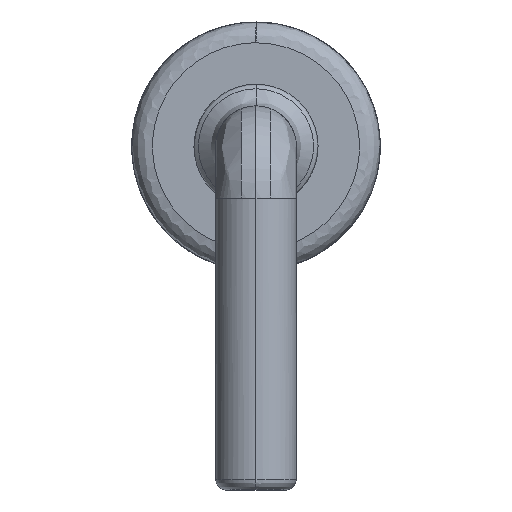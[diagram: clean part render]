
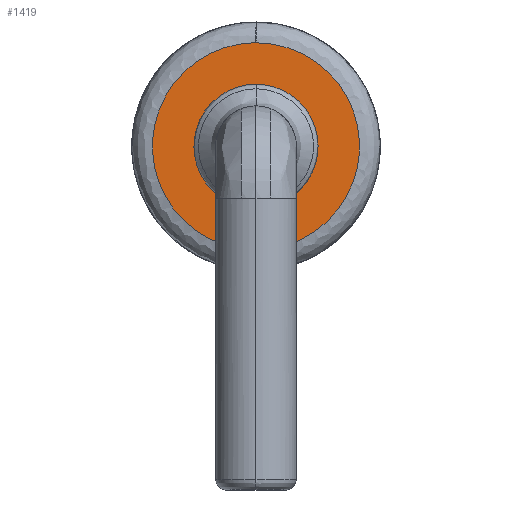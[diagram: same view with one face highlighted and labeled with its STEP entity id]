
A CAD part, left-side view. The second image highlights one B-rep face of the part: STEP entity #1419.
In plain terms, the highlighted planar face has unit normal (-1, 0, 0).
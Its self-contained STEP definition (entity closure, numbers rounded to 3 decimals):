
#11=FACE_BOUND('',#1572,.T.);
#40=PLANE('',#4347);
#1419=ADVANCED_FACE('',(#1495,#11),#40,.T.);
#1495=FACE_OUTER_BOUND('',#1571,.T.);
#1571=EDGE_LOOP('',(#1685,#1686));
#1572=EDGE_LOOP('',(#1687,#1688));
#1685=ORIENTED_EDGE('',*,*,#2480,.F.);
#1686=ORIENTED_EDGE('',*,*,#2479,.F.);
#1687=ORIENTED_EDGE('',*,*,#2481,.F.);
#1688=ORIENTED_EDGE('',*,*,#2482,.F.);
#2479=EDGE_CURVE('',#3483,#3484,#3267,.T.);
#2480=EDGE_CURVE('',#3484,#3483,#3268,.T.);
#2481=EDGE_CURVE('',#3485,#3486,#3269,.T.);
#2482=EDGE_CURVE('',#3486,#3485,#3270,.T.);
#3267=(
BOUNDED_CURVE()
B_SPLINE_CURVE(2,(#4608,#4609,#4610,#4611,#4612),.UNSPECIFIED.,.F.,.F.)
B_SPLINE_CURVE_WITH_KNOTS((3,2,3),(-3.142,-1.571,0.),
 .UNSPECIFIED.)
CURVE()
GEOMETRIC_REPRESENTATION_ITEM()
RATIONAL_B_SPLINE_CURVE((1.,0.707,1.,0.707,1.))
REPRESENTATION_ITEM('')
);
#3268=(
BOUNDED_CURVE()
B_SPLINE_CURVE(2,(#4613,#4614,#4615,#4616,#4617),.UNSPECIFIED.,.F.,.F.)
B_SPLINE_CURVE_WITH_KNOTS((3,2,3),(-3.142,-1.571,0.),
 .UNSPECIFIED.)
CURVE()
GEOMETRIC_REPRESENTATION_ITEM()
RATIONAL_B_SPLINE_CURVE((1.,0.707,1.,0.707,1.))
REPRESENTATION_ITEM('')
);
#3269=(
BOUNDED_CURVE()
B_SPLINE_CURVE(2,(#4618,#4619,#4620,#4621,#4622),.UNSPECIFIED.,.F.,.F.)
B_SPLINE_CURVE_WITH_KNOTS((3,2,3),(0.,0.942,1.885),
 .UNSPECIFIED.)
CURVE()
GEOMETRIC_REPRESENTATION_ITEM()
RATIONAL_B_SPLINE_CURVE((1.,0.707,1.,0.707,1.))
REPRESENTATION_ITEM('')
);
#3270=(
BOUNDED_CURVE()
B_SPLINE_CURVE(2,(#4623,#4624,#4625,#4626,#4627),.UNSPECIFIED.,.F.,.F.)
B_SPLINE_CURVE_WITH_KNOTS((3,2,3),(0.,0.942,1.885),
 .UNSPECIFIED.)
CURVE()
GEOMETRIC_REPRESENTATION_ITEM()
RATIONAL_B_SPLINE_CURVE((1.,0.707,1.,0.707,1.))
REPRESENTATION_ITEM('')
);
#3483=VERTEX_POINT('',#4604);
#3484=VERTEX_POINT('',#4605);
#3485=VERTEX_POINT('',#4606);
#3486=VERTEX_POINT('',#4607);
#4347=AXIS2_PLACEMENT_3D('',#4603,#4356,$);
#4356=DIRECTION('',(-1.,0.,0.));
#4603=CARTESIAN_POINT('',(-1.85,-1.2,2.52));
#4604=CARTESIAN_POINT('',(-1.85,0.,2.32));
#4605=CARTESIAN_POINT('',(-1.85,0.,0.32));
#4606=CARTESIAN_POINT('',(-1.85,0.,1.92));
#4607=CARTESIAN_POINT('',(-1.85,0.,0.72));
#4608=CARTESIAN_POINT('',(-1.85,0.,2.32));
#4609=CARTESIAN_POINT('',(-1.85,-1.,2.32));
#4610=CARTESIAN_POINT('',(-1.85,-1.,1.32));
#4611=CARTESIAN_POINT('',(-1.85,-1.,0.32));
#4612=CARTESIAN_POINT('',(-1.85,0.,0.32));
#4613=CARTESIAN_POINT('',(-1.85,0.,0.32));
#4614=CARTESIAN_POINT('',(-1.85,1.,0.32));
#4615=CARTESIAN_POINT('',(-1.85,1.,1.32));
#4616=CARTESIAN_POINT('',(-1.85,1.,2.32));
#4617=CARTESIAN_POINT('',(-1.85,0.,2.32));
#4618=CARTESIAN_POINT('',(-1.85,0.,1.92));
#4619=CARTESIAN_POINT('',(-1.85,0.6,1.92));
#4620=CARTESIAN_POINT('',(-1.85,0.6,1.32));
#4621=CARTESIAN_POINT('',(-1.85,0.6,0.72));
#4622=CARTESIAN_POINT('',(-1.85,0.,0.72));
#4623=CARTESIAN_POINT('',(-1.85,0.,0.72));
#4624=CARTESIAN_POINT('',(-1.85,-0.6,0.72));
#4625=CARTESIAN_POINT('',(-1.85,-0.6,1.32));
#4626=CARTESIAN_POINT('',(-1.85,-0.6,1.92));
#4627=CARTESIAN_POINT('',(-1.85,0.,1.92));
